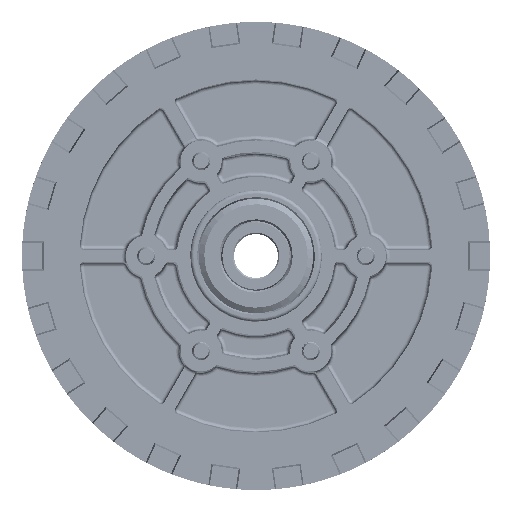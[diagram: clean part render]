
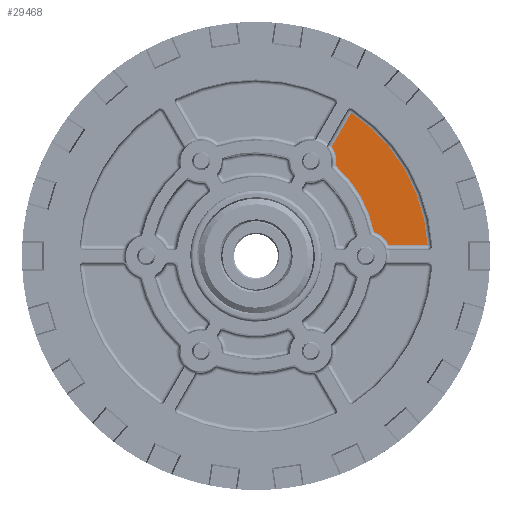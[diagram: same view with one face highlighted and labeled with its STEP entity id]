
A CAD part, left-side view. The second image highlights one B-rep face of the part: STEP entity #29468.
In plain terms, the highlighted planar face has unit normal (-1, 0, 0).
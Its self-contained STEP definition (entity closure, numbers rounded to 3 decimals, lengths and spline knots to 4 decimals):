
#1245=PLANE('',#33324);
#2546=LINE('',#60100,#3935);
#2547=LINE('',#60108,#3936);
#3935=VECTOR('',#41967,0.3334);
#3936=VECTOR('',#41974,0.3334);
#5936=FACE_OUTER_BOUND('',#7782,.T.);
#7782=EDGE_LOOP('',(#25210,#25211,#25212,#25213,#25214,#25215));
#10466=CIRCLE('',#33325,0.2171);
#10467=CIRCLE('',#33326,1.0296);
#10468=CIRCLE('',#33327,0.2171);
#10469=CIRCLE('',#33328,1.4704);
#13045=VERTEX_POINT('',#59758);
#13142=VERTEX_POINT('',#60099);
#13143=VERTEX_POINT('',#60101);
#13144=VERTEX_POINT('',#60103);
#13145=VERTEX_POINT('',#60105);
#13146=VERTEX_POINT('',#60107);
#17277=EDGE_CURVE('',#13045,#13142,#2546,.T.);
#17278=EDGE_CURVE('',#13142,#13143,#10466,.T.);
#17279=EDGE_CURVE('',#13143,#13144,#10467,.T.);
#17280=EDGE_CURVE('',#13144,#13145,#10468,.T.);
#17281=EDGE_CURVE('',#13145,#13146,#2547,.T.);
#17282=EDGE_CURVE('',#13146,#13045,#10469,.T.);
#25210=ORIENTED_EDGE('',*,*,#17277,.T.);
#25211=ORIENTED_EDGE('',*,*,#17278,.T.);
#25212=ORIENTED_EDGE('',*,*,#17279,.T.);
#25213=ORIENTED_EDGE('',*,*,#17280,.T.);
#25214=ORIENTED_EDGE('',*,*,#17281,.T.);
#25215=ORIENTED_EDGE('',*,*,#17282,.T.);
#29468=ADVANCED_FACE('',(#5936),#1245,.F.);
#33324=AXIS2_PLACEMENT_3D('',#60098,#41965,#41966);
#33325=AXIS2_PLACEMENT_3D('',#60102,#41968,#41969);
#33326=AXIS2_PLACEMENT_3D('',#60104,#41970,#41971);
#33327=AXIS2_PLACEMENT_3D('',#60106,#41972,#41973);
#33328=AXIS2_PLACEMENT_3D('',#60109,#41975,#41976);
#41965=DIRECTION('center_axis',(1.,0.,0.));
#41966=DIRECTION('ref_axis',(0.,0.866,-0.5));
#41967=DIRECTION('',(0.,0.5,-0.866));
#41968=DIRECTION('center_axis',(1.,0.,0.));
#41969=DIRECTION('ref_axis',(0.,0.,
-1.));
#41970=DIRECTION('center_axis',(1.,0.,0.));
#41971=DIRECTION('ref_axis',(0.,0.,
-1.));
#41972=DIRECTION('center_axis',(1.,0.,0.));
#41973=DIRECTION('ref_axis',(0.,0.,
-1.));
#41974=DIRECTION('',(0.,-1.,0.));
#41975=DIRECTION('center_axis',(-1.,0.,0.));
#41976=DIRECTION('ref_axis',(0.,0.,
-1.));
#59758=CARTESIAN_POINT('',(-0.0625,-0.8135,1.2248));
#60098=CARTESIAN_POINT('Origin',(-0.0625,0.,0.));
#60099=CARTESIAN_POINT('',(-0.0625,-0.6468,0.9361));
#60100=CARTESIAN_POINT('',(-0.0625,-0.0798,-0.0461));
#60101=CARTESIAN_POINT('',(-0.0625,-0.682,0.7713));
#60102=CARTESIAN_POINT('Origin',(-0.0625,-0.4687,
0.8119));
#60103=CARTESIAN_POINT('',(-0.0625,-1.009,0.205));
#60104=CARTESIAN_POINT('Origin',(-0.0625,0.,0.));
#60105=CARTESIAN_POINT('',(-0.0625,-1.1341,0.0921));
#60106=CARTESIAN_POINT('Origin',(-0.0625,-0.9375,
0.));
#60107=CARTESIAN_POINT('',(-0.0625,-1.4675,0.0921));
#60108=CARTESIAN_POINT('',(-0.0625,-1.4998,0.0921));
#60109=CARTESIAN_POINT('Origin',(-0.0625,0.,0.));
